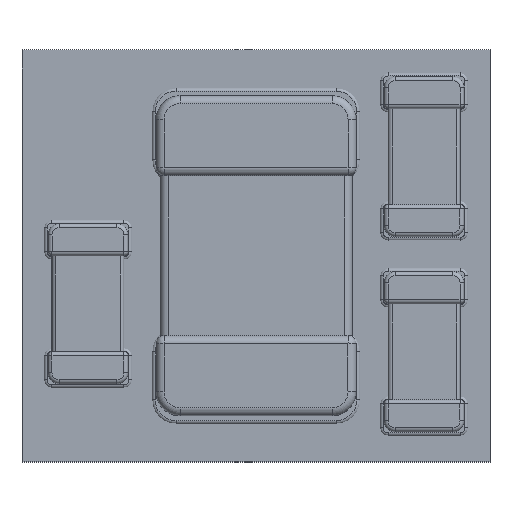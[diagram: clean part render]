
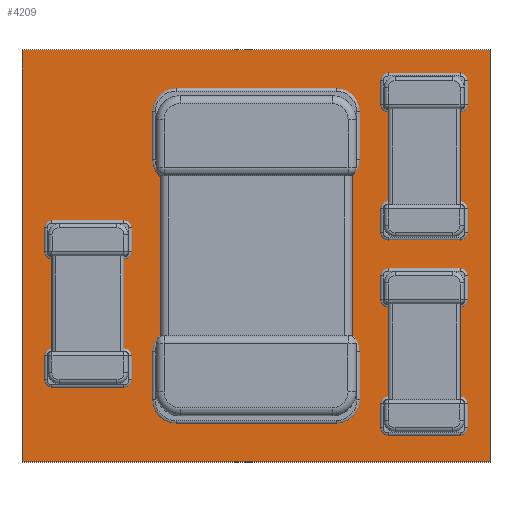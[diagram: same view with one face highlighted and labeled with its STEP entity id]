
A CAD part, top view. The second image highlights one B-rep face of the part: STEP entity #4209.
In plain terms, the highlighted face is planar.
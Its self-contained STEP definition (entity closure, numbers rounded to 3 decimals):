
#3410=DIRECTION('',(0.,0.,1.));
#3411=VECTOR('',#3410,2.575);
#3412=CARTESIAN_POINT('',(-1.463,0.02,-1.288));
#3413=LINE('',#3412,#3411);
#3417=DIRECTION('',(-1.,0.,0.));
#3418=VECTOR('',#3417,2.925);
#3419=CARTESIAN_POINT('',(1.463,0.02,-1.288));
#3420=LINE('',#3419,#3418);
#3424=DIRECTION('',(0.,0.,-1.));
#3425=VECTOR('',#3424,2.575);
#3426=CARTESIAN_POINT('',(1.463,0.02,1.288));
#3427=LINE('',#3426,#3425);
#3431=DIRECTION('',(1.,0.,0.));
#3432=VECTOR('',#3431,2.925);
#3433=CARTESIAN_POINT('',(-1.463,0.02,1.288));
#3434=LINE('',#3433,#3432);
#3908=CARTESIAN_POINT('',(-1.463,0.02,-1.288));
#3909=CARTESIAN_POINT('',(-1.463,0.02,1.288));
#3910=VERTEX_POINT('',#3908);
#3911=VERTEX_POINT('',#3909);
#3912=CARTESIAN_POINT('',(1.463,0.02,1.288));
#3913=VERTEX_POINT('',#3912);
#3914=CARTESIAN_POINT('',(1.463,0.02,-1.288));
#3915=VERTEX_POINT('',#3914);
#4198=CARTESIAN_POINT('',(0.,0.02,0.));
#4199=DIRECTION('',(0.,1.,0.));
#4200=DIRECTION('',(1.,0.,0.));
#4201=AXIS2_PLACEMENT_3D('',#4198,#4199,#4200);
#4202=PLANE('',#4201);
#4203=ORIENTED_EDGE('',*,*,#4150,.F.);
#4204=ORIENTED_EDGE('',*,*,#4165,.F.);
#4205=ORIENTED_EDGE('',*,*,#4179,.F.);
#4206=ORIENTED_EDGE('',*,*,#4192,.F.);
#4207=EDGE_LOOP('',(#4203,#4204,#4205,#4206));
#4208=FACE_OUTER_BOUND('',#4207,.F.);
#4209=ADVANCED_FACE('',(#4208),#4202,.T.);
#4150=EDGE_CURVE('',#3910,#3911,#3413,.T.);
#4165=EDGE_CURVE('',#3915,#3910,#3420,.T.);
#4179=EDGE_CURVE('',#3913,#3915,#3427,.T.);
#4192=EDGE_CURVE('',#3911,#3913,#3434,.T.);
